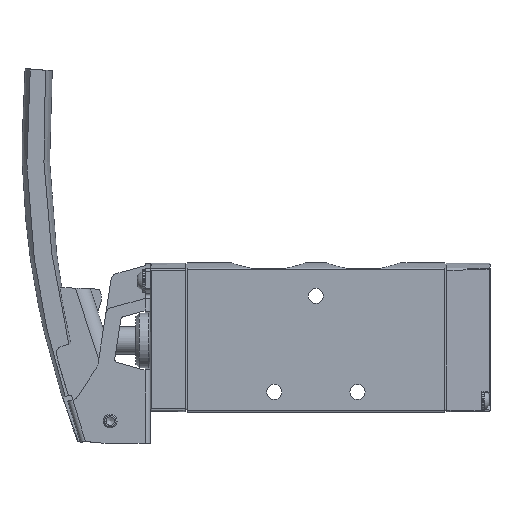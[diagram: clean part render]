
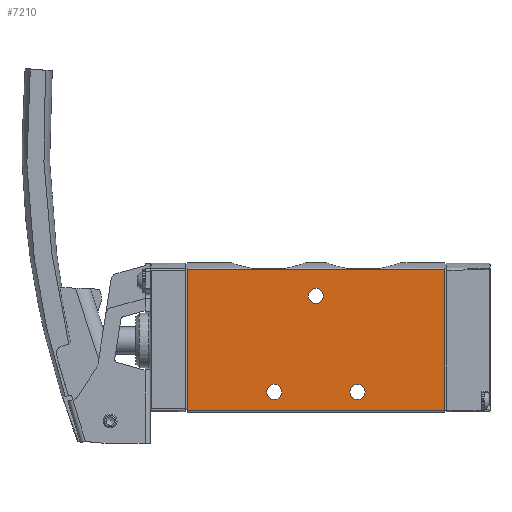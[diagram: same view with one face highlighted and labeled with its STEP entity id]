
A CAD part, left-side view. The second image highlights one B-rep face of the part: STEP entity #7210.
In plain terms, the highlighted face is planar.
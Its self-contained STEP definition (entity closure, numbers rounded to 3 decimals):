
#147=PLANE('',#7655);
#325=CIRCLE('',#7656,2.2);
#326=CIRCLE('',#7657,2.2);
#327=CIRCLE('',#7658,2.2);
#645=LINE('',#10274,#1055);
#691=LINE('',#10618,#1101);
#692=LINE('',#10628,#1102);
#693=LINE('',#10629,#1103);
#1055=VECTOR('',#8325,1000.);
#1101=VECTOR('',#8563,1000.);
#1102=VECTOR('',#8574,1000.);
#1103=VECTOR('',#8575,1000.);
#1685=ORIENTED_EDGE('',*,*,#3332,.F.);
#1686=ORIENTED_EDGE('',*,*,#3333,.F.);
#1687=ORIENTED_EDGE('',*,*,#3334,.F.);
#1688=ORIENTED_EDGE('',*,*,#3335,.T.);
#1689=ORIENTED_EDGE('',*,*,#3205,.F.);
#1690=ORIENTED_EDGE('',*,*,#3336,.F.);
#1691=ORIENTED_EDGE('',*,*,#3330,.T.);
#3205=EDGE_CURVE('',#4073,#4074,#645,.T.);
#3330=EDGE_CURVE('',#4162,#4161,#691,.T.);
#3332=EDGE_CURVE('',#4163,#4163,#325,.T.);
#3333=EDGE_CURVE('',#4164,#4164,#326,.T.);
#3334=EDGE_CURVE('',#4165,#4165,#327,.T.);
#3335=EDGE_CURVE('',#4161,#4074,#692,.T.);
#3336=EDGE_CURVE('',#4162,#4073,#693,.T.);
#4073=VERTEX_POINT('',#10273);
#4074=VERTEX_POINT('',#10275);
#4161=VERTEX_POINT('',#10617);
#4162=VERTEX_POINT('',#10619);
#4163=VERTEX_POINT('',#10623);
#4164=VERTEX_POINT('',#10625);
#4165=VERTEX_POINT('',#10627);
#4795=EDGE_LOOP('',(#1685));
#4796=EDGE_LOOP('',(#1686));
#4797=EDGE_LOOP('',(#1687));
#4798=EDGE_LOOP('',(#1688,#1689,#1690,#1691));
#5273=FACE_BOUND('',#4795,.T.);
#5274=FACE_BOUND('',#4796,.T.);
#5275=FACE_BOUND('',#4797,.T.);
#5276=FACE_BOUND('',#4798,.T.);
#7210=ADVANCED_FACE('',(#5273,#5274,#5275,#5276),#147,.F.);
#7655=AXIS2_PLACEMENT_3D('',#10621,#8566,#8567);
#7656=AXIS2_PLACEMENT_3D('',#10622,#8568,#8569);
#7657=AXIS2_PLACEMENT_3D('',#10624,#8570,#8571);
#7658=AXIS2_PLACEMENT_3D('',#10626,#8572,#8573);
#8325=DIRECTION('',(0.,-1.,0.));
#8563=DIRECTION('',(0.,-1.,0.));
#8566=DIRECTION('',(0.,0.,-1.));
#8567=DIRECTION('',(-1.,0.,0.));
#8568=DIRECTION('',(0.,0.,1.));
#8569=DIRECTION('',(1.,0.,0.));
#8570=DIRECTION('',(0.,0.,1.));
#8571=DIRECTION('',(1.,0.,0.));
#8572=DIRECTION('',(0.,0.,1.));
#8573=DIRECTION('',(1.,0.,0.));
#8574=DIRECTION('',(1.,0.,0.));
#8575=DIRECTION('',(1.,0.,0.));
#10273=CARTESIAN_POINT('',(20.644,75.2,10.));
#10274=CARTESIAN_POINT('',(20.644,75.2,10.));
#10275=CARTESIAN_POINT('',(20.644,0.,10.));
#10617=CARTESIAN_POINT('',(-20.5,0.,10.));
#10618=CARTESIAN_POINT('',(-20.5,75.2,10.));
#10619=CARTESIAN_POINT('',(-20.5,75.2,10.));
#10621=CARTESIAN_POINT('',(-20.5,75.2,10.));
#10622=CARTESIAN_POINT('',(13.,37.6,10.));
#10623=CARTESIAN_POINT('',(15.2,37.6,10.));
#10624=CARTESIAN_POINT('',(-15.,25.45,10.));
#10625=CARTESIAN_POINT('',(-12.8,25.45,10.));
#10626=CARTESIAN_POINT('',(-15.,49.75,10.));
#10627=CARTESIAN_POINT('',(-12.8,49.75,10.));
#10628=CARTESIAN_POINT('',(-20.5,0.,10.));
#10629=CARTESIAN_POINT('',(-20.5,75.2,10.));
